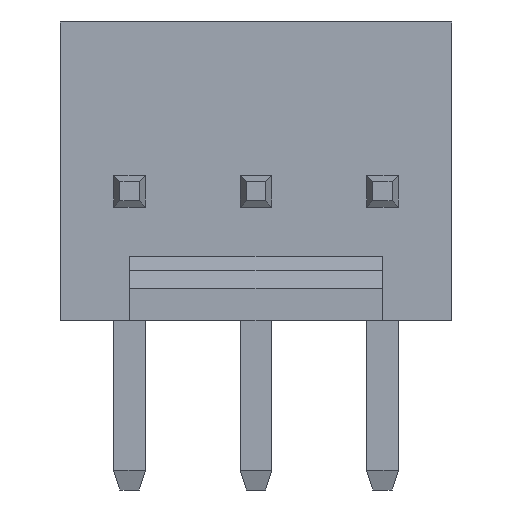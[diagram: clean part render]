
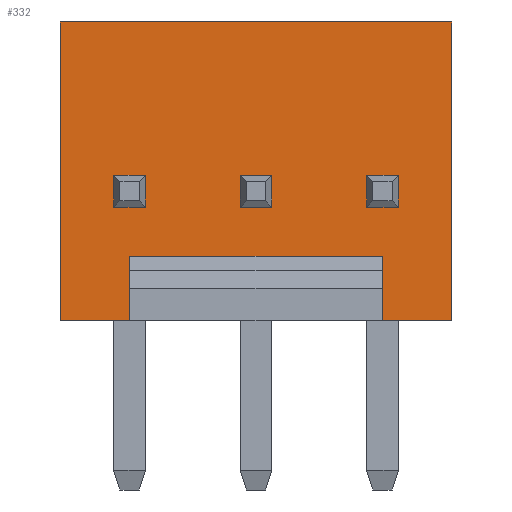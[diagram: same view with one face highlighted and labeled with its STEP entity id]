
A CAD part, front view. The second image highlights one B-rep face of the part: STEP entity #332.
In plain terms, the highlighted planar face has unit normal (0, -1, 0).
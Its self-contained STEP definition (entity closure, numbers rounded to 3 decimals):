
#332=ADVANCED_FACE('',(#713),#715,.T.);
#713=FACE_BOUND('',#714,.T.);
#714=EDGE_LOOP('',(#1020,#1021,#1022,#1023,#1024,#1025,#1026,#1027));
#715=PLANE('',#716);
#716=AXIS2_PLACEMENT_3D('',#717,#718,#719);
#717=CARTESIAN_POINT('',(6.475,-2.68,1.));
#718=DIRECTION('',(0.,-1.,0.));
#719=DIRECTION('',(0.,0.,1.));
#1020=ORIENTED_EDGE('',*,*,#1220,.T.);
#1021=ORIENTED_EDGE('',*,*,#1202,.T.);
#1022=ORIENTED_EDGE('',*,*,#1221,.F.);
#1023=ORIENTED_EDGE('',*,*,#1186,.F.);
#1024=ORIENTED_EDGE('',*,*,#1222,.F.);
#1025=ORIENTED_EDGE('',*,*,#1223,.F.);
#1026=ORIENTED_EDGE('',*,*,#1224,.T.);
#1027=ORIENTED_EDGE('',*,*,#1182,.F.);
#1182=EDGE_CURVE('',#1304,#1306,#1307,.F.);
#1186=EDGE_CURVE('',#1312,#1314,#1315,.F.);
#1202=EDGE_CURVE('',#1346,#1344,#1347,.T.);
#1220=EDGE_CURVE('',#1304,#1346,#1371,.T.);
#1221=EDGE_CURVE('',#1314,#1344,#1372,.T.);
#1222=EDGE_CURVE('',#1373,#1312,#1374,.T.);
#1223=EDGE_CURVE('',#1375,#1373,#1376,.T.);
#1224=EDGE_CURVE('',#1375,#1306,#1377,.T.);
#1304=VERTEX_POINT('',#1507);
#1306=VERTEX_POINT('',#1511);
#1307=LINE('',#1512,#1513);
#1312=VERTEX_POINT('',#1523);
#1314=VERTEX_POINT('',#1527);
#1315=LINE('',#1528,#1529);
#1344=VERTEX_POINT('',#1587);
#1346=VERTEX_POINT('',#1591);
#1347=LINE('',#1592,#1593);
#1371=LINE('',#1652,#1653);
#1372=LINE('',#1655,#1656);
#1373=VERTEX_POINT('',#1658);
#1374=LINE('',#1659,#1660);
#1375=VERTEX_POINT('',#1662);
#1376=LINE('',#1663,#1664);
#1377=LINE('',#1666,#1667);
#1507=CARTESIAN_POINT('',(6.475,-2.68,0.));
#1511=CARTESIAN_POINT('',(5.08,-2.68,0.));
#1512=CARTESIAN_POINT('',(5.08,-2.68,0.));
#1513=VECTOR('',#1514,1.);
#1514=DIRECTION('',(1.,0.,0.));
#1523=CARTESIAN_POINT('',(0.,-2.68,0.));
#1527=CARTESIAN_POINT('',(-1.395,-2.68,0.));
#1528=CARTESIAN_POINT('',(-1.395,-2.68,0.));
#1529=VECTOR('',#1530,1.);
#1530=DIRECTION('',(1.,0.,0.));
#1587=CARTESIAN_POINT('',(-1.395,-2.68,6.));
#1591=CARTESIAN_POINT('',(6.475,-2.68,6.));
#1592=CARTESIAN_POINT('',(6.475,-2.68,6.));
#1593=VECTOR('',#1594,1.);
#1594=DIRECTION('',(-1.,0.,0.));
#1652=CARTESIAN_POINT('',(6.475,-2.68,0.));
#1653=VECTOR('',#1654,1.);
#1654=DIRECTION('',(0.,0.,1.));
#1655=CARTESIAN_POINT('',(-1.395,-2.68,0.));
#1656=VECTOR('',#1657,1.);
#1657=DIRECTION('',(0.,0.,1.));
#1658=CARTESIAN_POINT('',(0.,-2.68,1.));
#1659=CARTESIAN_POINT('',(0.,-2.68,1.));
#1660=VECTOR('',#1661,1.);
#1661=DIRECTION('',(0.,0.,-1.));
#1662=CARTESIAN_POINT('',(5.08,-2.68,1.));
#1663=CARTESIAN_POINT('',(5.08,-2.68,1.));
#1664=VECTOR('',#1665,1.);
#1665=DIRECTION('',(-1.,0.,0.));
#1666=CARTESIAN_POINT('',(5.08,-2.68,1.));
#1667=VECTOR('',#1668,1.);
#1668=DIRECTION('',(0.,0.,-1.));
